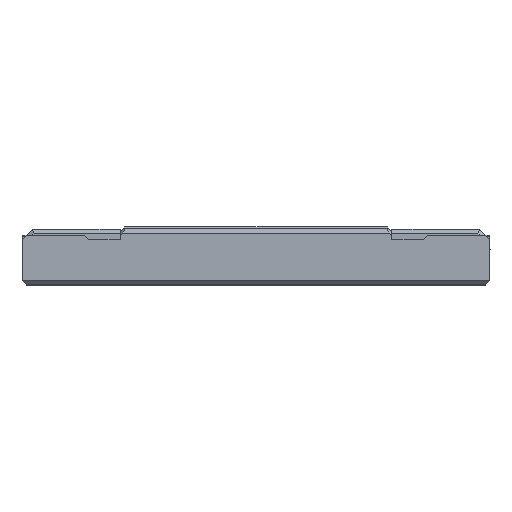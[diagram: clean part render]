
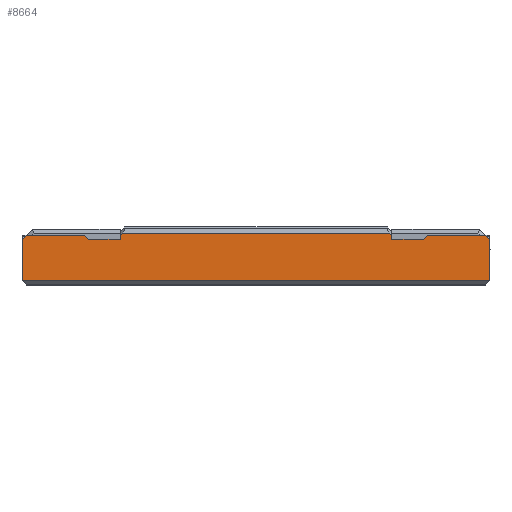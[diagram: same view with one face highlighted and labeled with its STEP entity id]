
A CAD part, top view. The second image highlights one B-rep face of the part: STEP entity #8664.
In plain terms, the highlighted planar face has unit normal (0, 0, 1).
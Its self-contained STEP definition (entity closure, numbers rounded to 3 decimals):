
#382=FACE_OUTER_BOUND('',#898,.T.);
#898=EDGE_LOOP('',(#5795,#5796,#5797,#5798,#5799,#5800,#5801,#5802,#5803,
#5804,#5805,#5806,#5807,#5808,#5809,#5810));
#1465=LINE('',#12541,#2541);
#1471=LINE('',#12553,#2547);
#1475=LINE('',#12562,#2551);
#1482=LINE('',#12580,#2558);
#1483=LINE('',#12582,#2559);
#1484=LINE('',#12584,#2560);
#1485=LINE('',#12586,#2561);
#1486=LINE('',#12588,#2562);
#1487=LINE('',#12590,#2563);
#1488=LINE('',#12591,#2564);
#1489=LINE('',#12593,#2565);
#1490=LINE('',#12595,#2566);
#1491=LINE('',#12597,#2567);
#1492=LINE('',#12599,#2568);
#1493=LINE('',#12601,#2569);
#1494=LINE('',#12602,#2570);
#2541=VECTOR('',#10009,10.);
#2547=VECTOR('',#10017,10.);
#2551=VECTOR('',#10025,10.);
#2558=VECTOR('',#10040,10.);
#2559=VECTOR('',#10041,10.);
#2560=VECTOR('',#10042,10.);
#2561=VECTOR('',#10043,10.);
#2562=VECTOR('',#10044,10.);
#2563=VECTOR('',#10045,10.);
#2564=VECTOR('',#10046,10.);
#2565=VECTOR('',#10047,10.);
#2566=VECTOR('',#10048,10.);
#2567=VECTOR('',#10049,10.);
#2568=VECTOR('',#10050,10.);
#2569=VECTOR('',#10051,10.);
#2570=VECTOR('',#10052,10.);
#3605=VERTEX_POINT('',#12514);
#3614=VERTEX_POINT('',#12540);
#3616=VERTEX_POINT('',#12545);
#3619=VERTEX_POINT('',#12551);
#3622=VERTEX_POINT('',#12561);
#3629=VERTEX_POINT('',#12579);
#3630=VERTEX_POINT('',#12581);
#3631=VERTEX_POINT('',#12583);
#3632=VERTEX_POINT('',#12585);
#3633=VERTEX_POINT('',#12587);
#3634=VERTEX_POINT('',#12589);
#3635=VERTEX_POINT('',#12592);
#3636=VERTEX_POINT('',#12594);
#3637=VERTEX_POINT('',#12596);
#3638=VERTEX_POINT('',#12598);
#3639=VERTEX_POINT('',#12600);
#4467=EDGE_CURVE('',#3605,#3614,#1465,.T.);
#4473=EDGE_CURVE('',#3619,#3616,#1471,.T.);
#4477=EDGE_CURVE('',#3616,#3622,#1475,.T.);
#4486=EDGE_CURVE('',#3605,#3629,#1482,.T.);
#4487=EDGE_CURVE('',#3630,#3629,#1483,.T.);
#4488=EDGE_CURVE('',#3631,#3630,#1484,.T.);
#4489=EDGE_CURVE('',#3632,#3631,#1485,.T.);
#4490=EDGE_CURVE('',#3633,#3632,#1486,.T.);
#4491=EDGE_CURVE('',#3634,#3633,#1487,.T.);
#4492=EDGE_CURVE('',#3622,#3634,#1488,.T.);
#4493=EDGE_CURVE('',#3635,#3619,#1489,.T.);
#4494=EDGE_CURVE('',#3636,#3635,#1490,.T.);
#4495=EDGE_CURVE('',#3637,#3636,#1491,.T.);
#4496=EDGE_CURVE('',#3638,#3637,#1492,.T.);
#4497=EDGE_CURVE('',#3639,#3638,#1493,.T.);
#4498=EDGE_CURVE('',#3614,#3639,#1494,.T.);
#5795=ORIENTED_EDGE('',*,*,#4467,.F.);
#5796=ORIENTED_EDGE('',*,*,#4486,.T.);
#5797=ORIENTED_EDGE('',*,*,#4487,.F.);
#5798=ORIENTED_EDGE('',*,*,#4488,.F.);
#5799=ORIENTED_EDGE('',*,*,#4489,.F.);
#5800=ORIENTED_EDGE('',*,*,#4490,.F.);
#5801=ORIENTED_EDGE('',*,*,#4491,.F.);
#5802=ORIENTED_EDGE('',*,*,#4492,.F.);
#5803=ORIENTED_EDGE('',*,*,#4477,.F.);
#5804=ORIENTED_EDGE('',*,*,#4473,.F.);
#5805=ORIENTED_EDGE('',*,*,#4493,.F.);
#5806=ORIENTED_EDGE('',*,*,#4494,.F.);
#5807=ORIENTED_EDGE('',*,*,#4495,.F.);
#5808=ORIENTED_EDGE('',*,*,#4496,.F.);
#5809=ORIENTED_EDGE('',*,*,#4497,.F.);
#5810=ORIENTED_EDGE('',*,*,#4498,.F.);
#8258=PLANE('',#9218);
#8664=ADVANCED_FACE('',(#382),#8258,.F.);
#9218=AXIS2_PLACEMENT_3D('',#12578,#10038,#10039);
#10009=DIRECTION('',(-1.,0.,0.));
#10017=DIRECTION('',(0.707,0.707,0.));
#10025=DIRECTION('',(1.,0.,0.));
#10038=DIRECTION('center_axis',(0.,0.,
-1.));
#10039=DIRECTION('ref_axis',(-1.,0.,0.));
#10040=DIRECTION('',(0.,1.,0.));
#10041=DIRECTION('',(0.707,-0.707,0.));
#10042=DIRECTION('',(1.,0.,0.));
#10043=DIRECTION('',(0.707,0.707,0.));
#10044=DIRECTION('',(1.,0.,0.));
#10045=DIRECTION('',(0.,-1.,0.));
#10046=DIRECTION('',(0.707,-0.707,0.));
#10047=DIRECTION('',(0.,1.,0.));
#10048=DIRECTION('',(1.,0.,0.));
#10049=DIRECTION('',(0.707,-0.707,0.));
#10050=DIRECTION('',(1.,0.,0.));
#10051=DIRECTION('',(0.707,0.707,0.));
#10052=DIRECTION('',(0.,1.,0.));
#12514=CARTESIAN_POINT('',(22.901,4.506,18.9));
#12540=CARTESIAN_POINT('',(-22.499,4.506,18.9));
#12541=CARTESIAN_POINT('',(14.134,4.506,18.9));
#12545=CARTESIAN_POINT('',(-12.772,9.106,18.9));
#12551=CARTESIAN_POINT('',(-12.972,8.906,18.9));
#12553=CARTESIAN_POINT('',(-2.295,19.583,18.9));
#12561=CARTESIAN_POINT('',(13.174,9.106,18.9));
#12562=CARTESIAN_POINT('',(14.866,9.106,18.9));
#12578=CARTESIAN_POINT('Origin',(29.739,8.506,18.9));
#12579=CARTESIAN_POINT('',(22.901,8.506,18.9));
#12580=CARTESIAN_POINT('',(22.901,4.106,18.9));
#12581=CARTESIAN_POINT('',(22.501,8.906,18.9));
#12582=CARTESIAN_POINT('',(22.525,8.881,18.9));
#12583=CARTESIAN_POINT('',(16.837,8.906,18.9));
#12584=CARTESIAN_POINT('',(16.837,8.906,18.9));
#12585=CARTESIAN_POINT('',(16.437,8.506,18.9));
#12586=CARTESIAN_POINT('',(16.437,8.506,18.9));
#12587=CARTESIAN_POINT('',(13.374,8.506,18.9));
#12588=CARTESIAN_POINT('',(14.543,8.506,18.9));
#12589=CARTESIAN_POINT('',(13.374,8.906,18.9));
#12590=CARTESIAN_POINT('',(13.374,7.706,18.9));
#12591=CARTESIAN_POINT('',(17.465,4.814,18.9));
#12592=CARTESIAN_POINT('',(-12.972,8.506,18.9));
#12593=CARTESIAN_POINT('',(-12.972,8.006,18.9));
#12594=CARTESIAN_POINT('',(-16.036,8.506,18.9));
#12595=CARTESIAN_POINT('',(8.919,8.506,18.9));
#12596=CARTESIAN_POINT('',(-16.436,8.906,18.9));
#12597=CARTESIAN_POINT('',(-4.705,-2.825,18.9));
#12598=CARTESIAN_POINT('',(-22.099,8.906,18.9));
#12599=CARTESIAN_POINT('',(24.57,8.906,18.9));
#12600=CARTESIAN_POINT('',(-22.499,8.506,18.9));
#12601=CARTESIAN_POINT('',(-9.34,21.665,18.9));
#12602=CARTESIAN_POINT('',(-22.499,6.306,18.9));
